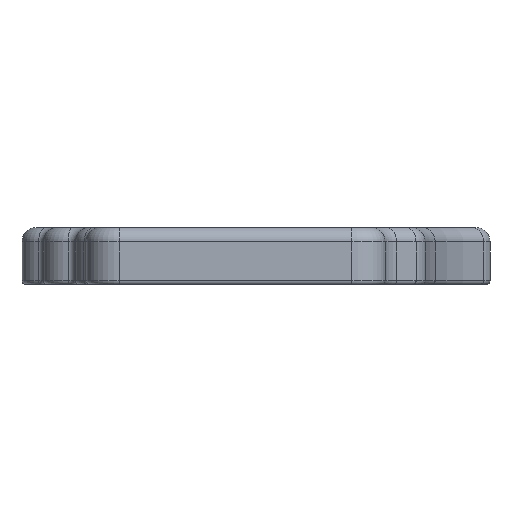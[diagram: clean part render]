
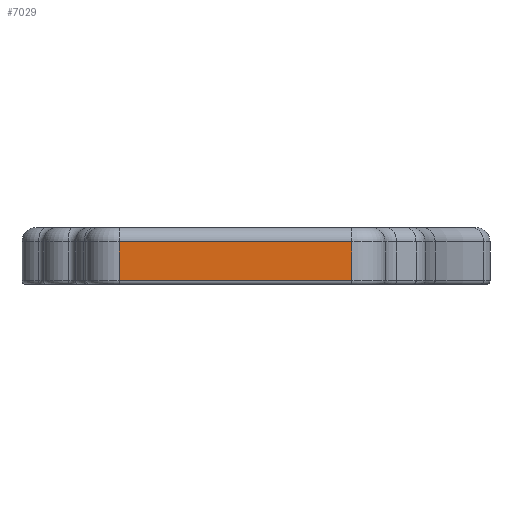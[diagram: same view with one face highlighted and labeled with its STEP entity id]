
A CAD part, left-side view. The second image highlights one B-rep face of the part: STEP entity #7029.
In plain terms, the highlighted planar face has unit normal (-1, 0, 0).
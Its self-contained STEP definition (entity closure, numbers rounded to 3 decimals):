
#968=FACE_OUTER_BOUND('',#1401,.T.);
#1401=EDGE_LOOP('',(#6043,#6044,#6045,#6046));
#2043=LINE('',#12478,#2678);
#2077=LINE('',#12605,#2712);
#2079=LINE('',#12612,#2714);
#2080=LINE('',#12614,#2715);
#2678=VECTOR('',#9580,10.);
#2712=VECTOR('',#9704,10.);
#2714=VECTOR('',#9712,10.);
#2715=VECTOR('',#9715,10.);
#3355=VERTEX_POINT('',#12468);
#3357=VERTEX_POINT('',#12474);
#3406=VERTEX_POINT('',#12604);
#3408=VERTEX_POINT('',#12610);
#4278=EDGE_CURVE('',#3355,#3357,#2043,.T.);
#4341=EDGE_CURVE('',#3406,#3357,#2077,.T.);
#4345=EDGE_CURVE('',#3408,#3355,#2079,.T.);
#4346=EDGE_CURVE('',#3406,#3408,#2080,.T.);
#6043=ORIENTED_EDGE('',*,*,#4278,.F.);
#6044=ORIENTED_EDGE('',*,*,#4345,.F.);
#6045=ORIENTED_EDGE('',*,*,#4346,.F.);
#6046=ORIENTED_EDGE('',*,*,#4341,.T.);
#6679=PLANE('',#7774);
#7029=ADVANCED_FACE('',(#968),#6679,.T.);
#7774=AXIS2_PLACEMENT_3D('',#12613,#9713,#9714);
#9580=DIRECTION('',(0.,1.,0.));
#9704=DIRECTION('',(0.,0.,-1.));
#9712=DIRECTION('',(0.,0.,-1.));
#9713=DIRECTION('center_axis',(-1.,0.,0.));
#9714=DIRECTION('ref_axis',(0.,1.,0.));
#9715=DIRECTION('',(0.,-1.,0.));
#12468=CARTESIAN_POINT('',(79.1,-111.946,-3.2));
#12474=CARTESIAN_POINT('',(79.1,-62.946,-3.2));
#12478=CARTESIAN_POINT('',(79.1,-101.853,-3.2));
#12604=CARTESIAN_POINT('',(79.1,-62.946,5.));
#12605=CARTESIAN_POINT('',(79.1,-62.946,8.));
#12610=CARTESIAN_POINT('',(79.1,-111.946,5.));
#12612=CARTESIAN_POINT('',(79.1,-111.946,8.));
#12613=CARTESIAN_POINT('Origin',(79.1,-111.946,8.));
#12614=CARTESIAN_POINT('',(79.1,-101.853,5.));
